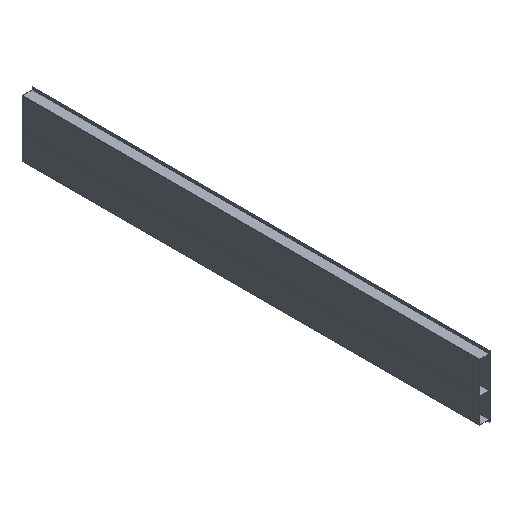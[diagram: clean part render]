
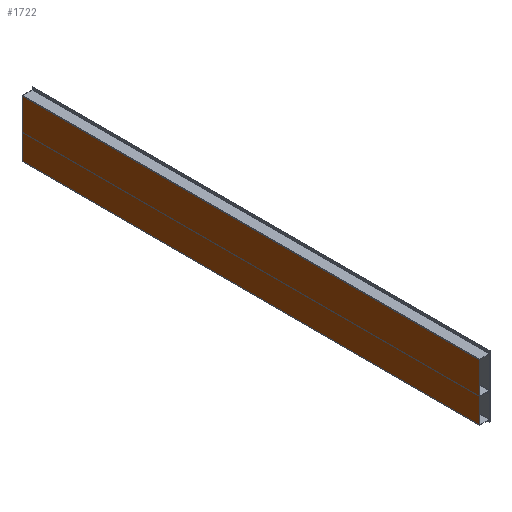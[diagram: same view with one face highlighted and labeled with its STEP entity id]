
A CAD part, isometric view. The second image highlights one B-rep face of the part: STEP entity #1722.
In plain terms, the highlighted face is planar.
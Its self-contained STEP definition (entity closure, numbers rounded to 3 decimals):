
#80 = CARTESIAN_POINT ( 'NONE',  ( -123., 46., -1000. ) ) ;
#124 = VERTEX_POINT ( 'NONE', #80 ) ;
#165 = PLANE ( 'NONE',  #1201 ) ;
#174 = FACE_OUTER_BOUND ( 'NONE', #776, .T. ) ;
#178 = EDGE_CURVE ( 'NONE', #306, #421, #631, .T. ) ;
#306 = VERTEX_POINT ( 'NONE', #1584 ) ;
#356 = VECTOR ( 'NONE', #979, 1000. ) ;
#421 = VERTEX_POINT ( 'NONE', #852 ) ;
#462 = CARTESIAN_POINT ( 'NONE',  ( 125., 46., 1000. ) ) ;
#505 = EDGE_CURVE ( 'NONE', #306, #124, #1545, .T. ) ;
#510 = LINE ( 'NONE', #792, #356 ) ;
#561 = VECTOR ( 'NONE', #2008, 1000. ) ;
#599 = ORIENTED_EDGE ( 'NONE', *, *, #505, .F. ) ;
#607 = DIRECTION ( 'NONE',  ( 0., 0., -1. ) ) ;
#631 = LINE ( 'NONE', #462, #561 ) ;
#658 = DIRECTION ( 'NONE',  ( 0., 1., 0. ) ) ;
#691 = VERTEX_POINT ( 'NONE', #858 ) ;
#744 = VECTOR ( 'NONE', #1973, 1000. ) ;
#776 = EDGE_LOOP ( 'NONE', ( #1602, #599, #1263, #1276 ) ) ;
#792 = CARTESIAN_POINT ( 'NONE',  ( 123., 46., 1000. ) ) ;
#852 = CARTESIAN_POINT ( 'NONE',  ( 123., 46., 1000. ) ) ;
#858 = CARTESIAN_POINT ( 'NONE',  ( 123., 46., -1000. ) ) ;
#979 = DIRECTION ( 'NONE',  ( 0., 0., -1. ) ) ;
#1032 = VECTOR ( 'NONE', #607, 1000. ) ;
#1201 = AXIS2_PLACEMENT_3D ( 'NONE', #1750, #658, #1601 ) ;
#1263 = ORIENTED_EDGE ( 'NONE', *, *, #178, .T. ) ;
#1276 = ORIENTED_EDGE ( 'NONE', *, *, #1807, .T. ) ;
#1350 = CARTESIAN_POINT ( 'NONE',  ( -125., 46., -1000. ) ) ;
#1438 = EDGE_CURVE ( 'NONE', #124, #691, #1784, .T. ) ;
#1545 = LINE ( 'NONE', #1823, #1032 ) ;
#1584 = CARTESIAN_POINT ( 'NONE',  ( -123., 46., 1000. ) ) ;
#1601 = DIRECTION ( 'NONE',  ( 0., 0., 1. ) ) ;
#1602 = ORIENTED_EDGE ( 'NONE', *, *, #1438, .F. ) ;
#1722 = ADVANCED_FACE ( 'NONE', ( #174 ), #165, .T. ) ;
#1750 = CARTESIAN_POINT ( 'NONE',  ( -125., 46., 1000. ) ) ;
#1784 = LINE ( 'NONE', #1350, #744 ) ;
#1807 = EDGE_CURVE ( 'NONE', #421, #691, #510, .T. ) ;
#1823 = CARTESIAN_POINT ( 'NONE',  ( -123., 46., 1000. ) ) ;
#1973 = DIRECTION ( 'NONE',  ( 1., 0., 0. ) ) ;
#2008 = DIRECTION ( 'NONE',  ( 1., 0., 0. ) ) ;
